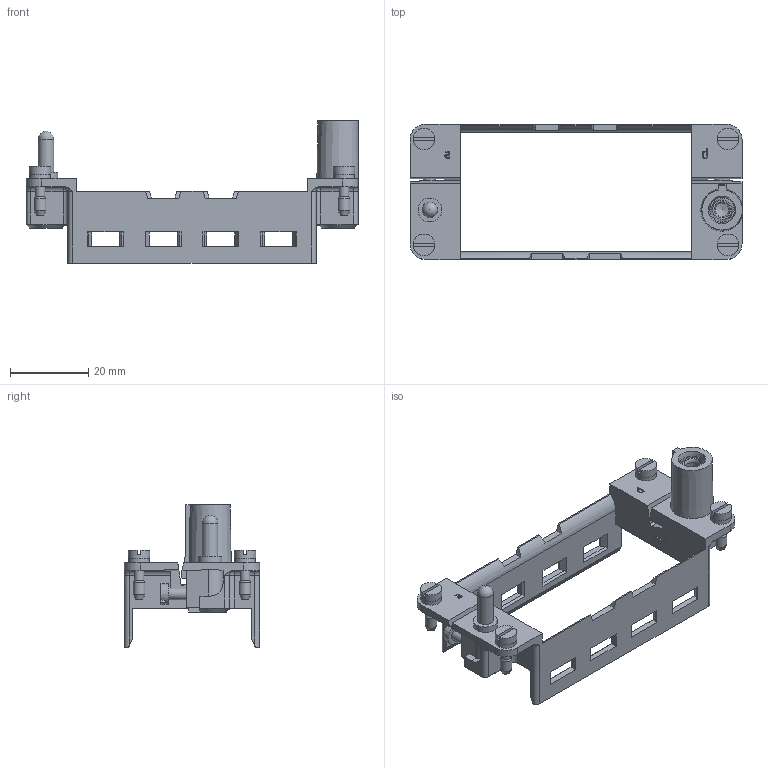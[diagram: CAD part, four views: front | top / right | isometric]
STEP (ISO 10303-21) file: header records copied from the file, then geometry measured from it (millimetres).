
FILE_DESCRIPTION(/* description */ (''),/* implementation_level */ '2;1');
FILE_NAME(/* name */ '100219374ugm000_e.stp',/* time_stamp */ '2019-11-04T11:12:14+01:00',/* author */ (''),/* organization */ (''),/* preprocessor_version */ 'ST-DEVELOPER v16.7',/* originating_system */ 'SIEMENS PLM Software NX 12.0',/* authorisation */ '');
FILE_SCHEMA (('AUTOMOTIVE_DESIGN { 1 0 10303 214 3 1 1 1 }'));
Length unit declared in the file: millimetre
Products named in the file (1): 100219374ugm000_e
Bounding box: 84.65 x 34.5 x 36.3 mm (x, y, z)
Volume: 10373 mm3; surface area: 11204.7 mm2
Topology: 2 solids, 2 shells, 559 faces, 1454 edges, 958 vertices
Faces by surface type: plane 398, cylinder 81, extrusion 40, cone 26, torus 7, bspline 4, sphere 3
Full cylindrical faces by diameter (mm): 0.335 x1, 0.492 x1, 2.485 x2, 2.5 x5, 2.685 x2, 3 x5, 3.35 x1, 3.975 x1, 4 x1, 4.85 x1, 5.324 x4, 5.5 x5, 6.05 x1, 6.35 x1
Entity records: 19476 total; most frequent: CARTESIAN_POINT 4847, ORIENTED_EDGE 2722, DIRECTION 2523, EDGE_CURVE 1361, VECTOR 1037, LINE 997, VERTEX_POINT 927, AXIS2_PLACEMENT_3D 743
